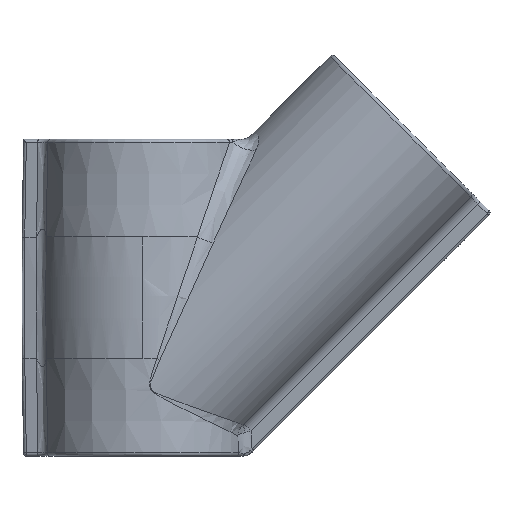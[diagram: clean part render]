
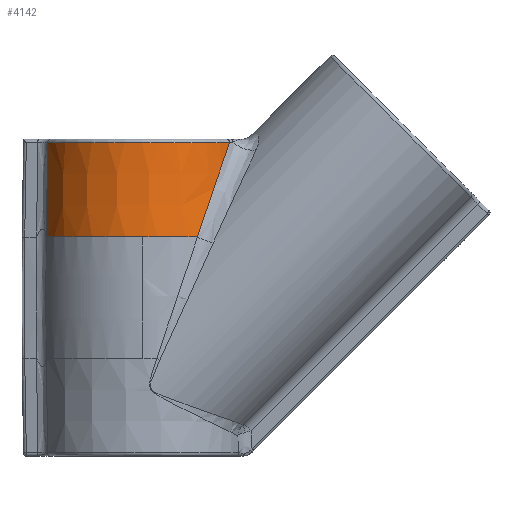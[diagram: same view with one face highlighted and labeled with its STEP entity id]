
A CAD part, top view. The second image highlights one B-rep face of the part: STEP entity #4142.
In plain terms, the highlighted conical face has half-angle 1 degrees and reference radius 30 mm.
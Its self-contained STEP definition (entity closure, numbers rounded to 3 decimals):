
#271 = ORIENTED_EDGE ( 'NONE', *, *, #2316, .T. ) ;
#315 = ORIENTED_EDGE ( 'NONE', *, *, #984, .T. ) ;
#367 = CARTESIAN_POINT ( 'NONE',  ( 24.868, 44.517, 15.348 ) ) ;
#374 = VERTEX_POINT ( 'NONE', #4439 ) ;
#554 = AXIS2_PLACEMENT_3D ( 'NONE', #5334, #864, #2906 ) ;
#562 = B_SPLINE_CURVE_WITH_KNOTS ( 'NONE', 3,
 ( #1212, #2452, #4881, #2085, #3278, #2474, #5274 ),
 .UNSPECIFIED., .F., .F.,
 ( 4, 3, 4 ),
 ( 0.001, 0.008, 0.028 ),
 .UNSPECIFIED. ) ;
#672 = DIRECTION ( 'NONE',  ( 0., -1., 0. ) ) ;
#699 = FACE_OUTER_BOUND ( 'NONE', #854, .T. ) ;
#713 = AXIS2_PLACEMENT_3D ( 'NONE', #1016, #672, #2771 ) ;
#781 = CARTESIAN_POINT ( 'NONE',  ( 16.464, 19.812, 24.682 ) ) ;
#807 = VERTEX_POINT ( 'NONE', #367 ) ;
#854 = EDGE_LOOP ( 'NONE', ( #271, #3600, #994, #315, #3147 ) ) ;
#864 = DIRECTION ( 'NONE',  ( 0., 1., 0. ) ) ;
#874 = VERTEX_POINT ( 'NONE', #4629 ) ;
#884 = EDGE_CURVE ( 'NONE', #374, #2879, #562, .T. ) ;
#984 = EDGE_CURVE ( 'NONE', #2879, #3029, #3682, .T. ) ;
#994 = ORIENTED_EDGE ( 'NONE', *, *, #884, .T. ) ;
#1016 = CARTESIAN_POINT ( 'NONE',  ( 0., 44.517, 0. ) ) ;
#1136 = CARTESIAN_POINT ( 'NONE',  ( 21.895, 35.846, 19.621 ) ) ;
#1212 = CARTESIAN_POINT ( 'NONE',  ( -27.341, 44.517, 10.319 ) ) ;
#1349 = DIRECTION ( 'NONE',  ( 0., 1., 0. ) ) ;
#1820 = B_SPLINE_CURVE_WITH_KNOTS ( 'NONE', 3,
 ( #3640, #781, #2850, #1885, #4739, #2000, #1136, #5253, #3671, #4072 ),
 .UNSPECIFIED., .F., .F.,
 ( 4, 2, 2, 2, 4 ),
 ( 0., 0.008, 0.015, 0.023, 0.03 ),
 .UNSPECIFIED. ) ;
#1877 = CIRCLE ( 'NONE', #713, 29.223 ) ;
#1885 = CARTESIAN_POINT ( 'NONE',  ( 18.811, 26.784, 22.789 ) ) ;
#2000 = CARTESIAN_POINT ( 'NONE',  ( 21.131, 33.608, 20.491 ) ) ;
#2017 = AXIS2_PLACEMENT_3D ( 'NONE', #5333, #2614, #2997 ) ;
#2085 = CARTESIAN_POINT ( 'NONE',  ( -27.435, 37.501, 10.416 ) ) ;
#2218 = CARTESIAN_POINT ( 'NONE',  ( 0., 17.452, 0. ) ) ;
#2227 = EDGE_CURVE ( 'NONE', #3029, #874, #2321, .T. ) ;
#2316 = EDGE_CURVE ( 'NONE', #874, #807, #1820, .T. ) ;
#2321 = CIRCLE ( 'NONE', #554, 29.695 ) ;
#2452 = CARTESIAN_POINT ( 'NONE',  ( -27.372, 42.179, 10.351 ) ) ;
#2474 = CARTESIAN_POINT ( 'NONE',  ( -27.614, 24.135, 10.601 ) ) ;
#2614 = DIRECTION ( 'NONE',  ( 0., -1., 0. ) ) ;
#2740 = CARTESIAN_POINT ( 'NONE',  ( 0., 17.452, 29.695 ) ) ;
#2771 = DIRECTION ( 'NONE',  ( 0., 0., 1. ) ) ;
#2850 = CARTESIAN_POINT ( 'NONE',  ( 17.249, 22.152, 24.093 ) ) ;
#2879 = VERTEX_POINT ( 'NONE', #4507 ) ;
#2906 = DIRECTION ( 'NONE',  ( 0., 0., -1. ) ) ;
#2997 = DIRECTION ( 'NONE',  ( 0., 0., -1. ) ) ;
#3029 = VERTEX_POINT ( 'NONE', #2740 ) ;
#3036 = DIRECTION ( 'NONE',  ( 0., 0., -1. ) ) ;
#3147 = ORIENTED_EDGE ( 'NONE', *, *, #2227, .T. ) ;
#3278 = CARTESIAN_POINT ( 'NONE',  ( -27.524, 30.818, 10.508 ) ) ;
#3600 = ORIENTED_EDGE ( 'NONE', *, *, #4670, .T. ) ;
#3640 = CARTESIAN_POINT ( 'NONE',  ( 15.68, 17.452, 25.218 ) ) ;
#3671 = CARTESIAN_POINT ( 'NONE',  ( 24.144, 42.411, 16.591 ) ) ;
#3682 = CIRCLE ( 'NONE', #5314, 29.695 ) ;
#4072 = CARTESIAN_POINT ( 'NONE',  ( 24.868, 44.517, 15.348 ) ) ;
#4142 = ADVANCED_FACE ( 'NONE', ( #699 ), #5063, .T. ) ;
#4439 = CARTESIAN_POINT ( 'NONE',  ( -27.341, 44.517, 10.319 ) ) ;
#4507 = CARTESIAN_POINT ( 'NONE',  ( -27.703, 17.452, 10.693 ) ) ;
#4629 = CARTESIAN_POINT ( 'NONE',  ( 15.68, 17.452, 25.218 ) ) ;
#4670 = EDGE_CURVE ( 'NONE', #807, #374, #1877, .T. ) ;
#4739 = CARTESIAN_POINT ( 'NONE',  ( 19.589, 29.078, 22.075 ) ) ;
#4881 = CARTESIAN_POINT ( 'NONE',  ( -27.403, 39.84, 10.383 ) ) ;
#5063 = CONICAL_SURFACE ( 'NONE', #2017, 30., 0.017 ) ;
#5253 = CARTESIAN_POINT ( 'NONE',  ( 23.401, 40.247, 17.67 ) ) ;
#5274 = CARTESIAN_POINT ( 'NONE',  ( -27.703, 17.452, 10.693 ) ) ;
#5314 = AXIS2_PLACEMENT_3D ( 'NONE', #2218, #1349, #3036 ) ;
#5333 = CARTESIAN_POINT ( 'NONE',  ( 0., 0., 0. ) ) ;
#5334 = CARTESIAN_POINT ( 'NONE',  ( 0., 17.452, 0. ) ) ;
